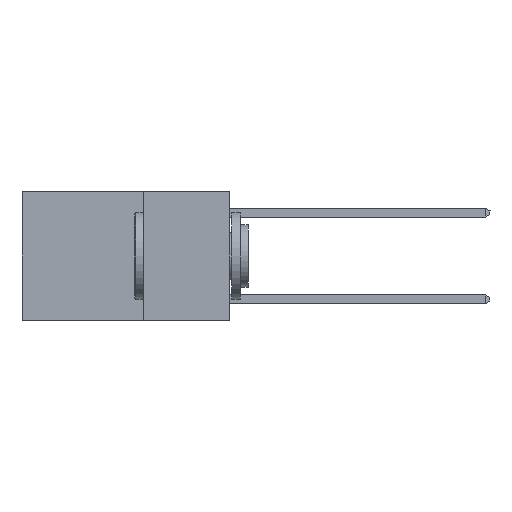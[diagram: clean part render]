
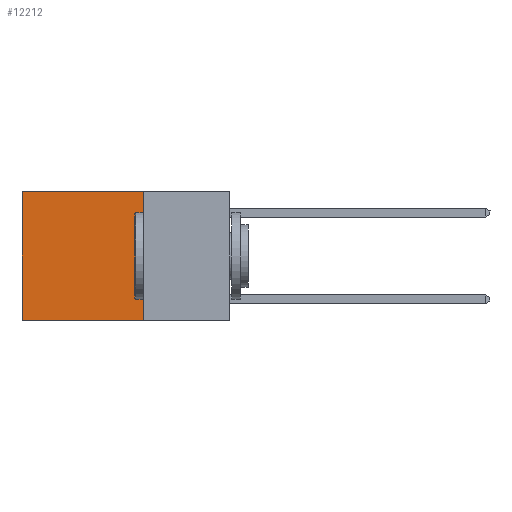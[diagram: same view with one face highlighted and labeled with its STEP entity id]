
A CAD part, left-side view. The second image highlights one B-rep face of the part: STEP entity #12212.
In plain terms, the highlighted planar face has unit normal (-1, 0, 0).
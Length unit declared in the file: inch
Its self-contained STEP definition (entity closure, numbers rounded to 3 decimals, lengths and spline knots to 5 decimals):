
#1223 = VECTOR ( 'NONE', #1228, 39.37008 ) ;
#1228 = DIRECTION ( 'NONE',  ( 0., 0., -1. ) ) ;
#1738 = DIRECTION ( 'NONE',  ( 0., 1., 0. ) ) ;
#2405 = CARTESIAN_POINT ( 'NONE',  ( 0.2625, 0.25, 0. ) ) ;
#5106 = CARTESIAN_POINT ( 'NONE',  ( 0.2625, 0.6, -0.37 ) ) ;
#5410 = VERTEX_POINT ( 'NONE', #10004 ) ;
#6269 = CARTESIAN_POINT ( 'NONE',  ( 0.2625, 0.6, 0. ) ) ;
#6933 = ORIENTED_EDGE ( 'NONE', *, *, #14300, .T. ) ;
#6971 = DIRECTION ( 'NONE',  ( 0., 0., -1. ) ) ;
#8157 = ORIENTED_EDGE ( 'NONE', *, *, #23533, .T. ) ;
#8164 = DIRECTION ( 'NONE',  ( 0., 0., -1. ) ) ;
#8208 = LINE ( 'NONE', #6269, #8535 ) ;
#8535 = VECTOR ( 'NONE', #8164, 39.37008 ) ;
#8893 = DIRECTION ( 'NONE',  ( 1., 0., 0. ) ) ;
#9452 = CARTESIAN_POINT ( 'NONE',  ( 0.2625, 0.25, 0. ) ) ;
#9485 = CARTESIAN_POINT ( 'NONE',  ( 0.2625, 0.25, 0. ) ) ;
#9652 = VERTEX_POINT ( 'NONE', #13594 ) ;
#10004 = CARTESIAN_POINT ( 'NONE',  ( 0.2625, 0.6, 0. ) ) ;
#10795 = LINE ( 'NONE', #19219, #13405 ) ;
#12212 = ADVANCED_FACE ( 'NONE', ( #19467 ), #22105, .F. ) ;
#12787 = AXIS2_PLACEMENT_3D ( 'NONE', #2405, #8893, #6971 ) ;
#13405 = VECTOR ( 'NONE', #22944, 39.37008 ) ;
#13594 = CARTESIAN_POINT ( 'NONE',  ( 0.2625, 0.25, -0.37 ) ) ;
#14300 = EDGE_CURVE ( 'NONE', #19533, #5410, #23784, .T. ) ;
#14655 = ORIENTED_EDGE ( 'NONE', *, *, #25052, .F. ) ;
#15792 = VECTOR ( 'NONE', #1738, 39.37008 ) ;
#16376 = ORIENTED_EDGE ( 'NONE', *, *, #16754, .F. ) ;
#16754 = EDGE_CURVE ( 'NONE', #9652, #18972, #10795, .T. ) ;
#18972 = VERTEX_POINT ( 'NONE', #5106 ) ;
#19219 = CARTESIAN_POINT ( 'NONE',  ( 0.2625, 0.25, -0.37 ) ) ;
#19467 = FACE_OUTER_BOUND ( 'NONE', #25201, .T. ) ;
#19533 = VERTEX_POINT ( 'NONE', #25234 ) ;
#22105 = PLANE ( 'NONE',  #12787 ) ;
#22944 = DIRECTION ( 'NONE',  ( 0., 1., 0. ) ) ;
#23533 = EDGE_CURVE ( 'NONE', #5410, #18972, #8208, .T. ) ;
#23784 = LINE ( 'NONE', #9485, #15792 ) ;
#25052 = EDGE_CURVE ( 'NONE', #19533, #9652, #25306, .T. ) ;
#25201 = EDGE_LOOP ( 'NONE', ( #8157, #16376, #14655, #6933 ) ) ;
#25234 = CARTESIAN_POINT ( 'NONE',  ( 0.2625, 0.25, 0. ) ) ;
#25306 = LINE ( 'NONE', #9452, #1223 ) ;
